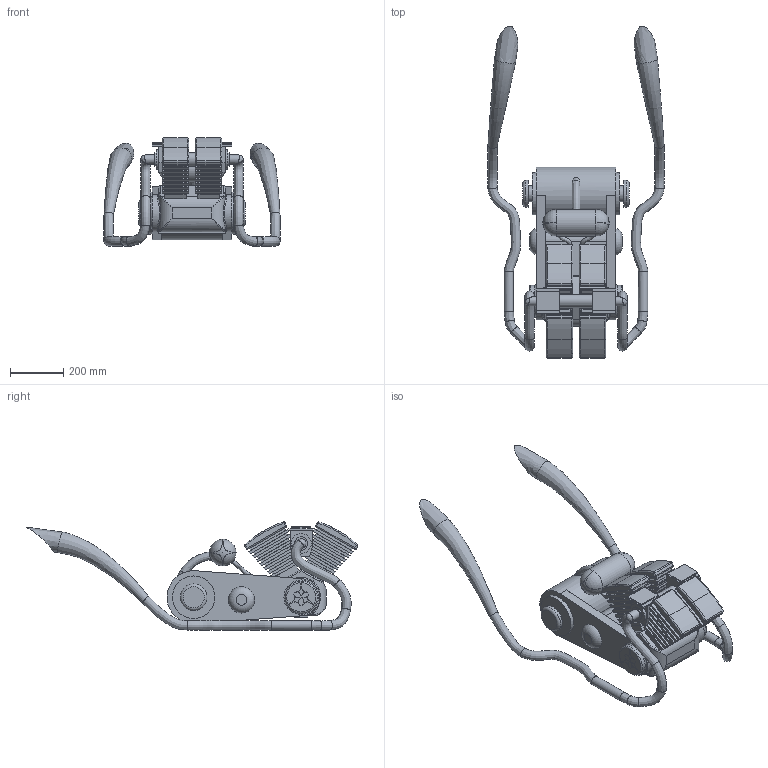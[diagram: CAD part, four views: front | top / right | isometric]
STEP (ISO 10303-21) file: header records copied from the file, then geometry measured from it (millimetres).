
FILE_DESCRIPTION(/* description */ ('STEP AP242','CAx-IF Rec.Pracs.---Representation and Presentation of Product Manufacturing Information (PMI)---4.0---2014-10-13','CAx-IF Rec.Pracs.---3D Tessellated Geometry---0.4---2014-09-14','2;1'),/* implementation_level */ '2;1');
FILE_NAME(/* name */ '67186c353be4ee27e5b3a08d',/* time_stamp */ '2024-10-23T03:23:34Z',/* author */ (''),/* organization */ (''),/* preprocessor_version */ 'ST-DEVELOPER v20',/* originating_system */ ' ',/* authorisation */ ' ');
FILE_SCHEMA (('AP242_MANAGED_MODEL_BASED_3D_ENGINEERING_MIM_LF { 1 0 10303 442 1 1 4 }'));
Length unit declared in the file: metre
Products named in the file (2): Part 2; Part 1
Bounding box: 662.96 x 1249.91 x 406.77 mm (x, y, z)
Volume: 44476940.4 mm3; surface area: 2227550.1 mm2
Topology: 2 solids, 2 shells, 624 faces, 1628 edges, 1000 vertices
Faces by surface type: plane 428, cylinder 74, bspline 70, sphere 38, torus 12, cone 2
Full cylindrical faces by diameter (mm): 35 x4, 50 x3, 60 x2, 75 x2, 100 x3, 120 x2, 160 x2, 200 x1
Entity records: 35683 total; most frequent: CARTESIAN_POINT 18990, ORIENTED_EDGE 3024, DIRECTION 2708, EDGE_CURVE 1512, LINE 1162, VECTOR 1162, VERTEX_POINT 976, AXIS2_PLACEMENT_3D 773
